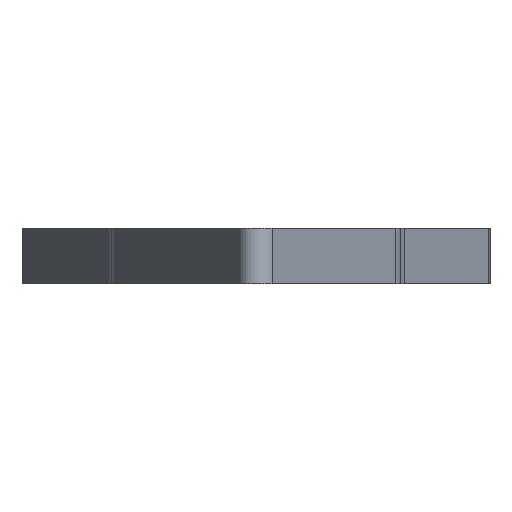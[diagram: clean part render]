
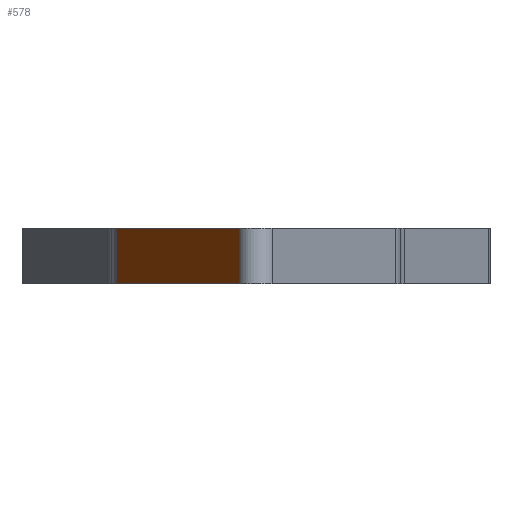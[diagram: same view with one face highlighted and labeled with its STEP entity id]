
A CAD part, front view. The second image highlights one B-rep face of the part: STEP entity #578.
In plain terms, the highlighted planar face has unit normal (-0.892, -0.452, 0).
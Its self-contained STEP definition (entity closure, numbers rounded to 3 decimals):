
#121=PLANE('',#2265);
#208=FACE_OUTER_BOUND('',#822,.T.);
#339=LINE('',#3428,#477);
#340=LINE('',#3432,#478);
#341=LINE('',#3434,#479);
#342=LINE('',#3436,#480);
#477=VECTOR('',#2806,1.);
#478=VECTOR('',#2811,1.);
#479=VECTOR('',#2812,1.);
#480=VECTOR('',#2813,1.);
#578=ADVANCED_FACE('',(#208),#121,.F.);
#822=EDGE_LOOP('',(#1176,#1177,#1178,#1179));
#1176=ORIENTED_EDGE('',*,*,#1876,.T.);
#1177=ORIENTED_EDGE('',*,*,#1877,.F.);
#1178=ORIENTED_EDGE('',*,*,#1878,.F.);
#1179=ORIENTED_EDGE('',*,*,#1874,.T.);
#1618=VERTEX_POINT('',#3427);
#1619=VERTEX_POINT('',#3429);
#1620=VERTEX_POINT('',#3433);
#1621=VERTEX_POINT('',#3435);
#1874=EDGE_CURVE('',#1619,#1618,#339,.T.);
#1876=EDGE_CURVE('',#1618,#1620,#340,.T.);
#1877=EDGE_CURVE('',#1621,#1620,#341,.T.);
#1878=EDGE_CURVE('',#1619,#1621,#342,.T.);
#2265=AXIS2_PLACEMENT_3D('',#3437,#2814,#2815);
#2806=DIRECTION('',(0.,0.,-1.));
#2811=DIRECTION('',(0.452,-0.892,0.));
#2812=DIRECTION('',(0.,0.,-1.));
#2813=DIRECTION('',(0.452,-0.892,0.));
#2814=DIRECTION('',(0.892,0.452,0.));
#2815=DIRECTION('',(-0.452,0.892,0.));
#3427=CARTESIAN_POINT('',(-30.029,-42.067,-12.));
#3428=CARTESIAN_POINT('',(-30.029,-42.067,0.));
#3429=CARTESIAN_POINT('',(-30.029,-42.067,0.));
#3432=CARTESIAN_POINT('',(-30.029,-42.067,-12.));
#3433=CARTESIAN_POINT('',(-3.568,-94.307,-12.));
#3434=CARTESIAN_POINT('',(-3.568,-94.307,0.));
#3435=CARTESIAN_POINT('',(-3.568,-94.307,0.));
#3436=CARTESIAN_POINT('',(-30.029,-42.067,0.));
#3437=CARTESIAN_POINT('',(-30.029,-42.067,0.));
